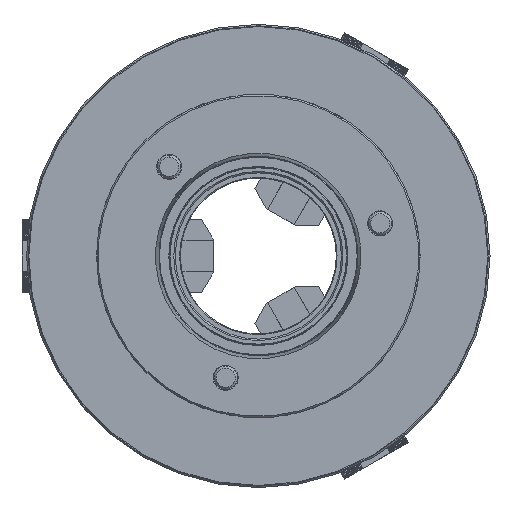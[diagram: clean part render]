
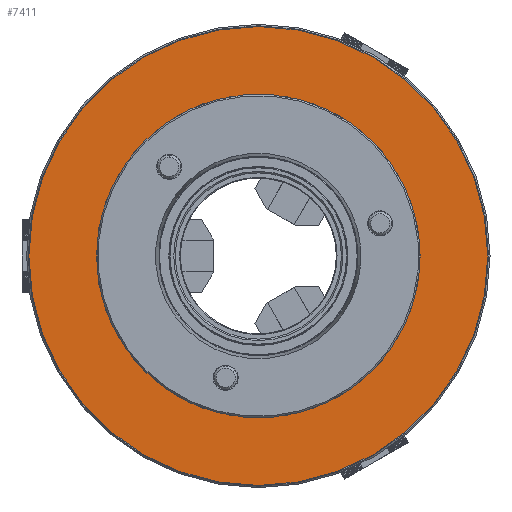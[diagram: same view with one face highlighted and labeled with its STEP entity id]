
A CAD part, left-side view. The second image highlights one B-rep face of the part: STEP entity #7411.
In plain terms, the highlighted face is planar.
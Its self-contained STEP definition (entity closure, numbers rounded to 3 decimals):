
#157 = FACE_BOUND ( 'NONE', #25365, .T. ) ;
#396 = AXIS2_PLACEMENT_3D ( 'NONE', #4308, #21037, #6739 ) ;
#1205 = CARTESIAN_POINT ( 'NONE',  ( 0., 0., -110. ) ) ;
#1556 = CIRCLE ( 'NONE', #7178, 110. ) ;
#2118 = VERTEX_POINT ( 'NONE', #30030 ) ;
#2546 = ORIENTED_EDGE ( 'NONE', *, *, #28042, .T. ) ;
#3134 = CARTESIAN_POINT ( 'NONE',  ( -156., 0., 0. ) ) ;
#3909 = DIRECTION ( 'NONE',  ( 0., -1., 0. ) ) ;
#4308 = CARTESIAN_POINT ( 'NONE',  ( 0., 0., 0. ) ) ;
#4460 = DIRECTION ( 'NONE',  ( 0., -1., 0. ) ) ;
#4727 = CIRCLE ( 'NONE', #396, 110. ) ;
#5546 = DIRECTION ( 'NONE',  ( 0., 0., 1. ) ) ;
#6739 = DIRECTION ( 'NONE',  ( 0., 0., -1. ) ) ;
#6753 = AXIS2_PLACEMENT_3D ( 'NONE', #3134, #19849, #5546 ) ;
#6781 = CIRCLE ( 'NONE', #28653, 156. ) ;
#7178 = AXIS2_PLACEMENT_3D ( 'NONE', #18245, #3909, #20637 ) ;
#7411 = ADVANCED_FACE ( 'NONE', ( #157, #14369 ), #12650, .F. ) ;
#7801 = VERTEX_POINT ( 'NONE', #16732 ) ;
#8204 = EDGE_CURVE ( 'NONE', #23563, #13466, #1556, .T. ) ;
#9298 = DIRECTION ( 'NONE',  ( 0., -1., 0. ) ) ;
#9579 = EDGE_CURVE ( 'NONE', #13466, #23563, #4727, .T. ) ;
#12433 = ORIENTED_EDGE ( 'NONE', *, *, #13815, .T. ) ;
#12650 = PLANE ( 'NONE',  #6753 ) ;
#13038 = AXIS2_PLACEMENT_3D ( 'NONE', #23550, #9298, #25936 ) ;
#13466 = VERTEX_POINT ( 'NONE', #1205 ) ;
#13815 = EDGE_CURVE ( 'NONE', #2118, #7801, #6781, .T. ) ;
#14369 = FACE_OUTER_BOUND ( 'NONE', #29847, .T. ) ;
#16732 = CARTESIAN_POINT ( 'NONE',  ( 0., 0., 156. ) ) ;
#17431 = CIRCLE ( 'NONE', #13038, 156. ) ;
#17930 = ORIENTED_EDGE ( 'NONE', *, *, #9579, .F. ) ;
#18245 = CARTESIAN_POINT ( 'NONE',  ( 0., 0., 0. ) ) ;
#18712 = ORIENTED_EDGE ( 'NONE', *, *, #8204, .F. ) ;
#18792 = CARTESIAN_POINT ( 'NONE',  ( 0., 0., 0. ) ) ;
#19849 = DIRECTION ( 'NONE',  ( 0., 1., 0. ) ) ;
#20637 = DIRECTION ( 'NONE',  ( 0., 0., -1. ) ) ;
#21037 = DIRECTION ( 'NONE',  ( 0., -1., 0. ) ) ;
#21186 = DIRECTION ( 'NONE',  ( 0., 0., -1. ) ) ;
#23550 = CARTESIAN_POINT ( 'NONE',  ( 0., 0., 0. ) ) ;
#23563 = VERTEX_POINT ( 'NONE', #24778 ) ;
#24778 = CARTESIAN_POINT ( 'NONE',  ( 0., 0., 110. ) ) ;
#25365 = EDGE_LOOP ( 'NONE', ( #17930, #18712 ) ) ;
#25936 = DIRECTION ( 'NONE',  ( 0., 0., -1. ) ) ;
#28042 = EDGE_CURVE ( 'NONE', #7801, #2118, #17431, .T. ) ;
#28653 = AXIS2_PLACEMENT_3D ( 'NONE', #18792, #4460, #21186 ) ;
#29847 = EDGE_LOOP ( 'NONE', ( #12433, #2546 ) ) ;
#30030 = CARTESIAN_POINT ( 'NONE',  ( 0., 0., -156. ) ) ;
